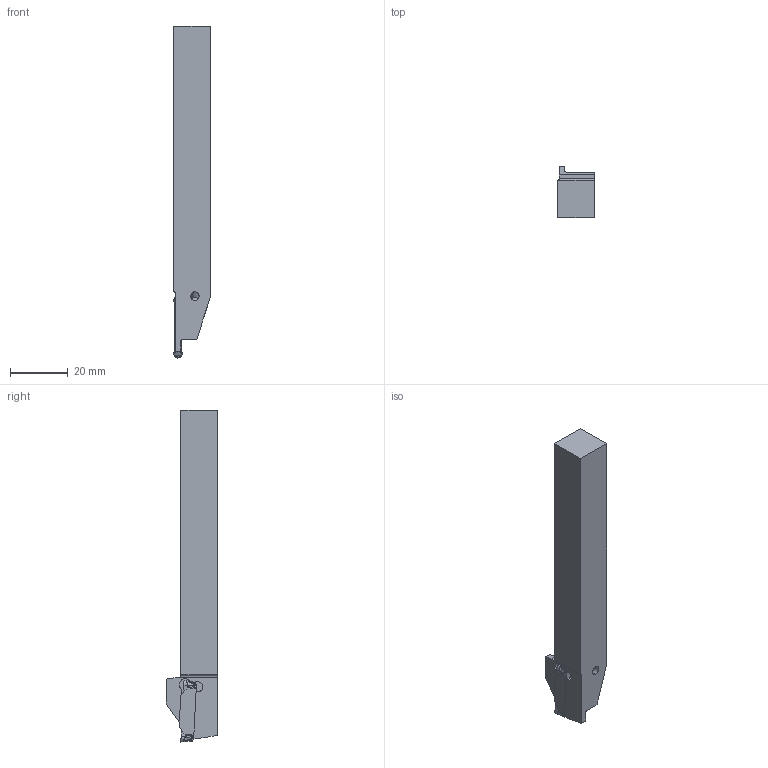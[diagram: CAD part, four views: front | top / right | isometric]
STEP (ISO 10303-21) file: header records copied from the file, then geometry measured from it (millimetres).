
FILE_DESCRIPTION(/* description */ (''),/* implementation_level */ '2;1');
FILE_NAME(/* name */ 'GYSRUS08B00-F13_CW0_118_IR0_059.stp',/* time_stamp */ '2023-03-20T14:55:14+09:00',/* author */ (''),/* organization */ (''),/* preprocessor_version */ 'ST-DEVELOPER v16',/* originating_system */ 'SIEMENS PLM Software NX 10.0',/* authorisation */ '');
FILE_SCHEMA (('AUTOMOTIVE_DESIGN { 1 0 10303 214 3 1 1 1 }'));
Length unit declared in the file: millimetre
Products named in the file (1): GYSRUS08B00-F13_CW0_118_IR0_059_ASM
Bounding box: 12.7 x 17.7 x 114.49 mm (x, y, z)
Volume: 16837.4 mm3; surface area: 6451.8 mm2
Topology: 2 solids, 2 shells, 179 faces, 539 edges, 386 vertices
Faces by surface type: cylinder 63, plane 50, bspline 46, cone 14, torus 4, sphere 2
Entity records: 10810 total; most frequent: CARTESIAN_POINT 6360, ORIENTED_EDGE 1030, DIRECTION 720, EDGE_CURVE 515, VERTEX_POINT 341, AXIS2_PLACEMENT_3D 266, B_SPLINE_CURVE_WITH_KNOTS 210, LINE 188
